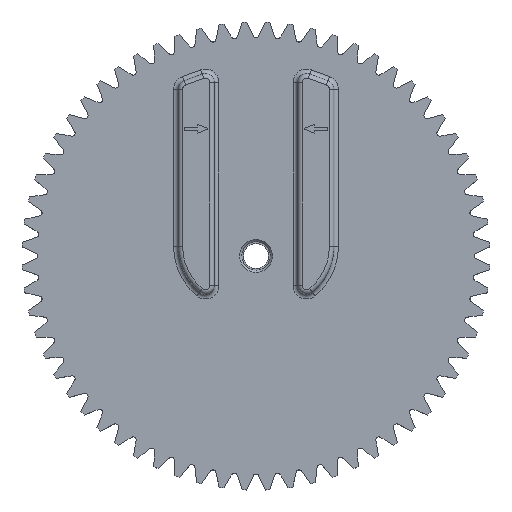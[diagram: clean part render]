
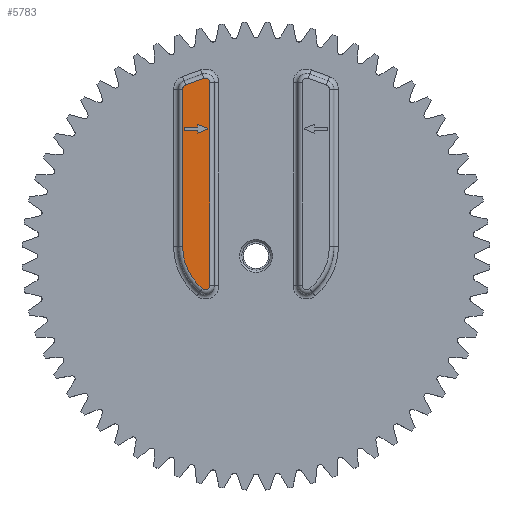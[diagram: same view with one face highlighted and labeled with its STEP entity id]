
A CAD part, top view. The second image highlights one B-rep face of the part: STEP entity #5783.
In plain terms, the highlighted planar face has unit normal (0, 0, 1).
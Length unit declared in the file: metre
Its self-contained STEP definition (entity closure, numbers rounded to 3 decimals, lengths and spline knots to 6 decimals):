
#575=LINE('',#8130,#911);
#576=LINE('',#8134,#912);
#577=LINE('',#8140,#913);
#578=LINE('',#8141,#914);
#579=LINE('',#8144,#915);
#580=LINE('',#8146,#916);
#581=LINE('',#8148,#917);
#582=LINE('',#8150,#918);
#583=LINE('',#8152,#919);
#584=LINE('',#8154,#920);
#911=VECTOR('',#6691,1.);
#912=VECTOR('',#6694,1.);
#913=VECTOR('',#6699,1.);
#914=VECTOR('',#6700,1.);
#915=VECTOR('',#6701,1.);
#916=VECTOR('',#6702,1.);
#917=VECTOR('',#6703,1.);
#918=VECTOR('',#6704,1.);
#919=VECTOR('',#6705,1.);
#920=VECTOR('',#6706,1.);
#1247=ORIENTED_EDGE('',*,*,#3113,.T.);
#1248=ORIENTED_EDGE('',*,*,#3114,.T.);
#1249=ORIENTED_EDGE('',*,*,#3115,.T.);
#1250=ORIENTED_EDGE('',*,*,#3116,.T.);
#1251=ORIENTED_EDGE('',*,*,#3117,.T.);
#1252=ORIENTED_EDGE('',*,*,#3118,.T.);
#1253=ORIENTED_EDGE('',*,*,#3119,.T.);
#1254=ORIENTED_EDGE('',*,*,#3120,.T.);
#1255=ORIENTED_EDGE('',*,*,#3121,.T.);
#1256=ORIENTED_EDGE('',*,*,#3122,.T.);
#1257=ORIENTED_EDGE('',*,*,#3123,.T.);
#1258=ORIENTED_EDGE('',*,*,#3124,.T.);
#1259=ORIENTED_EDGE('',*,*,#3125,.T.);
#1260=ORIENTED_EDGE('',*,*,#3126,.T.);
#3113=EDGE_CURVE('',#4046,#4047,#4667,.F.);
#3114=EDGE_CURVE('',#4047,#4048,#575,.F.);
#3115=EDGE_CURVE('',#4048,#4049,#4668,.F.);
#3116=EDGE_CURVE('',#4049,#4050,#576,.F.);
#3117=EDGE_CURVE('',#4050,#4051,#4669,.F.);
#3118=EDGE_CURVE('',#4051,#4052,#4670,.F.);
#3119=EDGE_CURVE('',#4052,#4046,#577,.T.);
#3120=EDGE_CURVE('',#4053,#4054,#578,.T.);
#3121=EDGE_CURVE('',#4054,#4055,#579,.T.);
#3122=EDGE_CURVE('',#4055,#4056,#580,.T.);
#3123=EDGE_CURVE('',#4056,#4057,#581,.T.);
#3124=EDGE_CURVE('',#4057,#4058,#582,.T.);
#3125=EDGE_CURVE('',#4058,#4059,#583,.T.);
#3126=EDGE_CURVE('',#4059,#4053,#584,.T.);
#4046=VERTEX_POINT('',#8128);
#4047=VERTEX_POINT('',#8129);
#4048=VERTEX_POINT('',#8131);
#4049=VERTEX_POINT('',#8133);
#4050=VERTEX_POINT('',#8135);
#4051=VERTEX_POINT('',#8137);
#4052=VERTEX_POINT('',#8139);
#4053=VERTEX_POINT('',#8142);
#4054=VERTEX_POINT('',#8143);
#4055=VERTEX_POINT('',#8145);
#4056=VERTEX_POINT('',#8147);
#4057=VERTEX_POINT('',#8149);
#4058=VERTEX_POINT('',#8151);
#4059=VERTEX_POINT('',#8153);
#4667=CIRCLE('',#6135,0.001);
#4668=CIRCLE('',#6136,0.001);
#4669=CIRCLE('',#6137,0.012133);
#4670=CIRCLE('',#6138,0.001);
#5008=EDGE_LOOP('',(#1247,#1248,#1249,#1250,#1251,#1252,#1253));
#5009=EDGE_LOOP('',(#1254,#1255,#1256,#1257,#1258,#1259,#1260));
#5380=FACE_BOUND('',#5008,.T.);
#5381=FACE_BOUND('',#5009,.T.);
#5752=PLANE('',#6134);
#5783=ADVANCED_FACE('',(#5380,#5381),#5752,.F.);
#6134=AXIS2_PLACEMENT_3D('',#8126,#6687,#6688);
#6135=AXIS2_PLACEMENT_3D('',#8127,#6689,#6690);
#6136=AXIS2_PLACEMENT_3D('',#8132,#6692,#6693);
#6137=AXIS2_PLACEMENT_3D('',#8136,#6695,#6696);
#6138=AXIS2_PLACEMENT_3D('',#8138,#6697,#6698);
#6687=DIRECTION('',(0.,0.,-1.));
#6688=DIRECTION('',(1.,0.,0.));
#6689=DIRECTION('',(0.,0.,-1.));
#6690=DIRECTION('',(0.,1.,0.));
#6691=DIRECTION('',(0.94,0.342,0.));
#6692=DIRECTION('',(0.,0.,-1.));
#6693=DIRECTION('',(0.,1.,0.));
#6694=DIRECTION('',(0.,1.,0.));
#6695=DIRECTION('',(0.,0.,-1.));
#6696=DIRECTION('',(0.,1.,0.));
#6697=DIRECTION('',(0.,0.,-1.));
#6698=DIRECTION('',(0.,1.,0.));
#6699=DIRECTION('',(0.,1.,0.));
#6700=DIRECTION('',(1.,0.,0.));
#6701=DIRECTION('',(0.,1.,0.));
#6702=DIRECTION('',(0.928,-0.371,0.));
#6703=DIRECTION('',(-0.928,-0.371,0.));
#6704=DIRECTION('',(0.,1.,0.));
#6705=DIRECTION('',(-1.,0.,0.));
#6706=DIRECTION('',(0.,1.,0.));
#8126=CARTESIAN_POINT('',(0.,0.008842,0.018));
#8127=CARTESIAN_POINT('',(-0.01115,0.031144,0.018));
#8128=CARTESIAN_POINT('',(-0.01015,0.031144,0.018));
#8129=CARTESIAN_POINT('',(-0.011492,0.032083,0.018));
#8130=CARTESIAN_POINT('',(-0.015492,0.030628,0.018));
#8131=CARTESIAN_POINT('',(-0.015492,0.030628,0.018));
#8132=CARTESIAN_POINT('',(-0.01515,0.029688,0.018));
#8133=CARTESIAN_POINT('',(-0.01615,0.029688,0.018));
#8134=CARTESIAN_POINT('',(-0.01615,-0.004912,0.018));
#8135=CARTESIAN_POINT('',(-0.01615,-0.004912,0.018));
#8136=CARTESIAN_POINT('',(-0.004017,-0.004912,0.018));
#8137=CARTESIAN_POINT('',(-0.011791,-0.014227,0.018));
#8138=CARTESIAN_POINT('',(-0.01115,-0.013459,0.018));
#8139=CARTESIAN_POINT('',(-0.01015,-0.013459,0.018));
#8140=CARTESIAN_POINT('',(-0.01015,0.008842,0.018));
#8141=CARTESIAN_POINT('',(-0.01435,0.021375,0.018));
#8142=CARTESIAN_POINT('',(-0.01585,0.021375,0.018));
#8143=CARTESIAN_POINT('',(-0.01285,0.021375,0.018));
#8144=CARTESIAN_POINT('',(-0.01285,0.021688,0.018));
#8145=CARTESIAN_POINT('',(-0.01285,0.022,0.018));
#8146=CARTESIAN_POINT('',(-0.0116,0.0215,0.018));
#8147=CARTESIAN_POINT('',(-0.01035,0.021,0.018));
#8148=CARTESIAN_POINT('',(-0.0116,0.0205,0.018));
#8149=CARTESIAN_POINT('',(-0.01285,0.02,0.018));
#8150=CARTESIAN_POINT('',(-0.01285,0.020313,0.018));
#8151=CARTESIAN_POINT('',(-0.01285,0.020625,0.018));
#8152=CARTESIAN_POINT('',(-0.01435,0.020625,0.018));
#8153=CARTESIAN_POINT('',(-0.01585,0.020625,0.018));
#8154=CARTESIAN_POINT('',(-0.01585,0.021,0.018));
